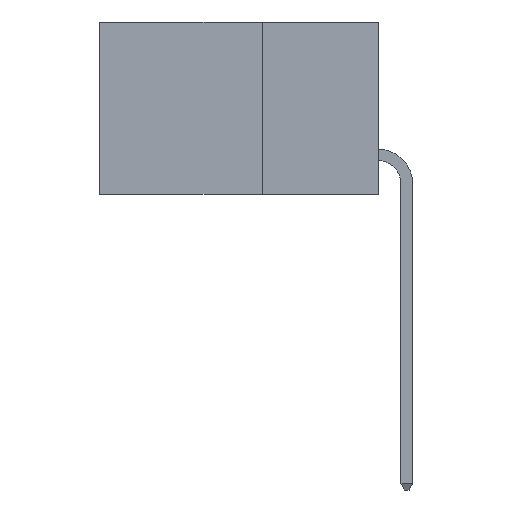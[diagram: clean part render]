
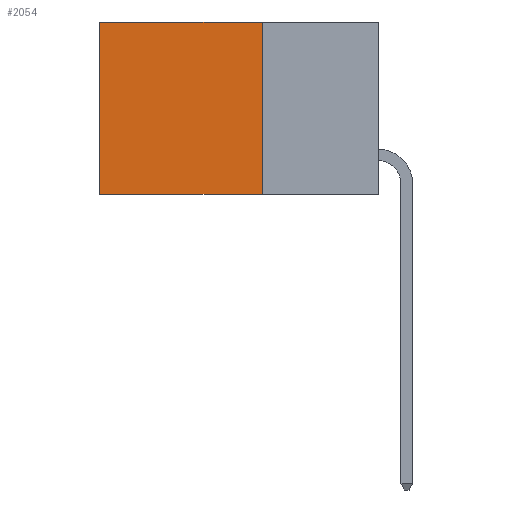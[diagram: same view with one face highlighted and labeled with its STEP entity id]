
A CAD part, left-side view. The second image highlights one B-rep face of the part: STEP entity #2054.
In plain terms, the highlighted planar face has unit normal (-1, 0, 0).
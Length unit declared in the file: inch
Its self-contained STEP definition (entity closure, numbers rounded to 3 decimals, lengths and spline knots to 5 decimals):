
#87 = VERTEX_POINT ( 'NONE', #9519 ) ;
#143 = ORIENTED_EDGE ( 'NONE', *, *, #3815, .F. ) ;
#182 = FACE_OUTER_BOUND ( 'NONE', #4740, .T. ) ;
#456 = DIRECTION ( 'NONE',  ( 0., 0., -1. ) ) ;
#1209 = PLANE ( 'NONE',  #5315 ) ;
#2054 = ADVANCED_FACE ( 'NONE', ( #182 ), #1209, .F. ) ;
#2165 = EDGE_CURVE ( 'NONE', #3035, #5697, #10277, .T. ) ;
#2592 = ORIENTED_EDGE ( 'NONE', *, *, #9288, .T. ) ;
#2953 = CARTESIAN_POINT ( 'NONE',  ( 0.2615, 0.6, -0.37 ) ) ;
#2987 = DIRECTION ( 'NONE',  ( 0., 0., -1. ) ) ;
#3035 = VERTEX_POINT ( 'NONE', #6421 ) ;
#3055 = LINE ( 'NONE', #2953, #7508 ) ;
#3185 = LINE ( 'NONE', #10445, #7629 ) ;
#3519 = VECTOR ( 'NONE', #456, 39.37008 ) ;
#3815 = EDGE_CURVE ( 'NONE', #8077, #3035, #6158, .T. ) ;
#4405 = CARTESIAN_POINT ( 'NONE',  ( 0.2615, 0.25, -0.37 ) ) ;
#4736 = ORIENTED_EDGE ( 'NONE', *, *, #5884, .T. ) ;
#4740 = EDGE_LOOP ( 'NONE', ( #4736, #7079, #143, #2592 ) ) ;
#5315 = AXIS2_PLACEMENT_3D ( 'NONE', #10619, #6817, #10207 ) ;
#5697 = VERTEX_POINT ( 'NONE', #8413 ) ;
#5884 = EDGE_CURVE ( 'NONE', #87, #5697, #3055, .T. ) ;
#6158 = LINE ( 'NONE', #9213, #3519 ) ;
#6246 = DIRECTION ( 'NONE',  ( 0., 1., 0. ) ) ;
#6421 = CARTESIAN_POINT ( 'NONE',  ( 0.2615, 0.25, -0.37 ) ) ;
#6817 = DIRECTION ( 'NONE',  ( 1., 0., 0. ) ) ;
#7079 = ORIENTED_EDGE ( 'NONE', *, *, #2165, .F. ) ;
#7508 = VECTOR ( 'NONE', #2987, 39.37008 ) ;
#7629 = VECTOR ( 'NONE', #6246, 39.37008 ) ;
#7789 = VECTOR ( 'NONE', #9093, 39.37008 ) ;
#8077 = VERTEX_POINT ( 'NONE', #8921 ) ;
#8413 = CARTESIAN_POINT ( 'NONE',  ( 0.2615, 0.6, -0.37 ) ) ;
#8921 = CARTESIAN_POINT ( 'NONE',  ( 0.2615, 0.25, 0. ) ) ;
#9093 = DIRECTION ( 'NONE',  ( 0., 1., 0. ) ) ;
#9213 = CARTESIAN_POINT ( 'NONE',  ( 0.2615, 0.25, -0.37 ) ) ;
#9288 = EDGE_CURVE ( 'NONE', #8077, #87, #3185, .T. ) ;
#9519 = CARTESIAN_POINT ( 'NONE',  ( 0.2615, 0.6, 0. ) ) ;
#10207 = DIRECTION ( 'NONE',  ( 0., 0., -1. ) ) ;
#10277 = LINE ( 'NONE', #4405, #7789 ) ;
#10445 = CARTESIAN_POINT ( 'NONE',  ( 0.2615, 0.25, 0. ) ) ;
#10619 = CARTESIAN_POINT ( 'NONE',  ( 0.2615, 0.25, -0.37 ) ) ;
